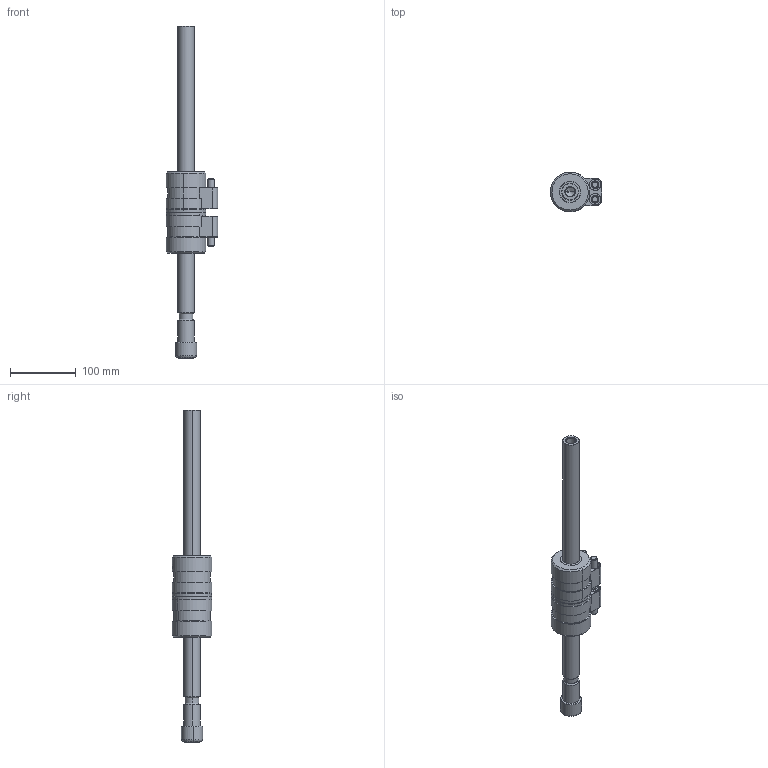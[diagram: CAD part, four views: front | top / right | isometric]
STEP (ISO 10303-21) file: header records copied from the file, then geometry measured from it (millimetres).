
FILE_DESCRIPTION (( 'STEP AP214' ), '1' );
FILE_NAME ('SX256062.STEP', '2018-10-19T09:09:03', ( '' ), ( '' ), 'SwSTEP 2.0', 'SolidWorks 2018', '' );
FILE_SCHEMA (( 'AUTOMOTIVE_DESIGN' ));
Length unit declared in the file: millimetre
Products named in the file (16): 9SX256062-1; BF423222; 9SX256062-3; SX256062; 3IMAN3x1,5; 9BF423222; 9SX256062-6; 8SX256062-S; 9SX256062-4; 3IMAN8x3-80ｺ; 1DIN9121035_DIN 912 M10 x 35 --- 35C; 9SX256062-S; 9SX256062; 9SX256062-5; 9SX256062-7_Comprimido; 9SX256062-2
Assembly tree (22 placements, depth 3):
  SX256062
    9SX256062
      9SX256062-1
      9SX256062-2
      9SX256062-3
      9SX256062-4
      9SX256062-5
      9SX256062-6
      9SX256062-7_Comprimido
    BF423222  x2
      9BF423222
      3IMAN8x3-80ｺ
    9SX256062-S  x4
      8SX256062-S
      3IMAN3x1,5
    1DIN9121035_DIN 912 M10 x 35 --- 35C  x4
Bounding box: 77.98 x 59.98 x 504 mm (x, y, z)
Volume: 551993.8 mm3; surface area: 158164.9 mm2
Topology: 23 solids, 23 shells, 1199 faces, 2820 edges, 1697 vertices
Faces by surface type: bspline 300, plane 271, cylinder 238, cone 182, torus 144, sphere 64
Entity records: 52315 total; most frequent: CARTESIAN_POINT 29718, ORIENTED_EDGE 4076, DIRECTION 2995, EDGE_CURVE 2038, AXIS2_PLACEMENT_3D 1297, VERTEX_POINT 1270, B_SPLINE_CURVE_WITH_KNOTS 923, EDGE_LOOP 902
